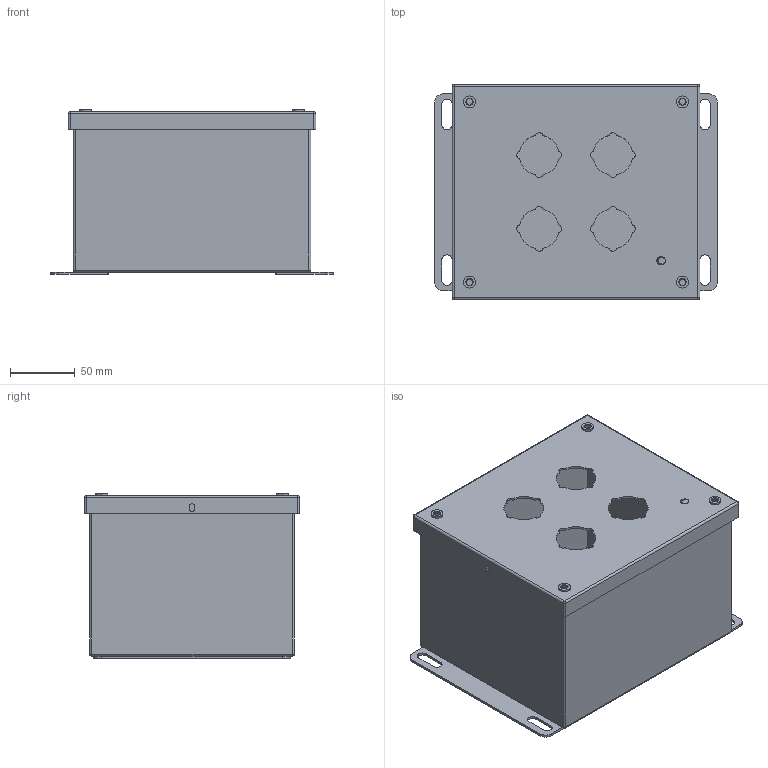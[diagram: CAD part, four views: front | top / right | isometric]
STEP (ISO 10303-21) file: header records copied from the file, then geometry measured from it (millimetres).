
FILE_DESCRIPTION (( 'STEP AP214' ), '1' );
FILE_NAME ('SCE-4SPBX.STEP', '2023-07-26T15:05:11', ( '' ), ( '' ), 'SwSTEP 2.0', 'SolidWorks 2021', '' );
FILE_SCHEMA (( 'AUTOMOTIVE_DESIGN' ));
Length unit declared in the file: inch
Products named in the file (1): SCE-4SPBX
Bounding box: 219.07 x 166.69 x 127.9 mm (x, y, z)
Volume: 269073.1 mm3; surface area: 334894.1 mm2
Topology: 3 solids, 3 shells, 475 faces, 1222 edges, 756 vertices
Faces by surface type: cylinder 237, plane 154, bspline 64, cone 20
Full cylindrical faces by diameter (mm): 6.756 x4, 8.052 x4
Entity records: 15550 total; most frequent: CARTESIAN_POINT 3938, DIRECTION 2522, ORIENTED_EDGE 2380, EDGE_CURVE 1190, AXIS2_PLACEMENT_3D 996, VERTEX_POINT 756, CIRCLE 584, EDGE_LOOP 556
